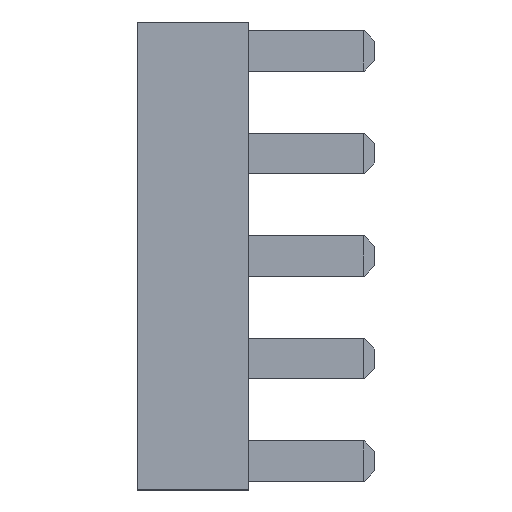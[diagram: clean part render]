
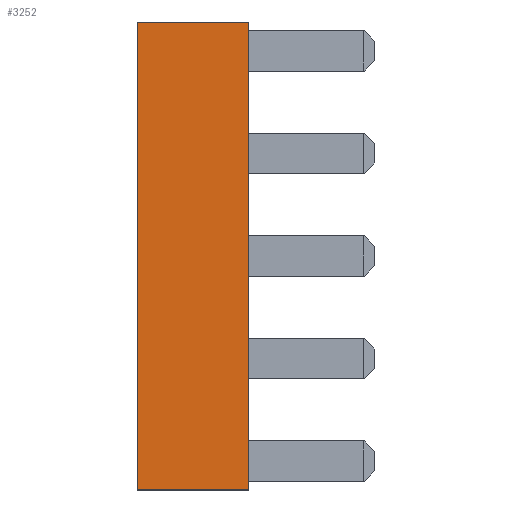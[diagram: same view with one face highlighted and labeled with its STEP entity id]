
A CAD part, left-side view. The second image highlights one B-rep face of the part: STEP entity #3252.
In plain terms, the highlighted planar face has unit normal (-1, 0, 0).
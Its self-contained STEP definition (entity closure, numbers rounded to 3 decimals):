
#98 = FACE_OUTER_BOUND ( 'NONE', #3364, .T. ) ;
#104 = PLANE ( 'NONE',  #4114 ) ;
#105 = CARTESIAN_POINT ( 'NONE',  ( -6.5, 3.1, -6.5 ) ) ;
#106 = DIRECTION ( 'NONE',  ( 1., 0., 0. ) ) ;
#107 = DIRECTION ( 'NONE',  ( 0., 0., -1. ) ) ;
#263 = VERTEX_POINT ( 'NONE', #1953 ) ;
#269 = VERTEX_POINT ( 'NONE', #1959 ) ;
#297 = VERTEX_POINT ( 'NONE', #3677 ) ;
#307 = VERTEX_POINT ( 'NONE', #3687 ) ;
#673 = EDGE_CURVE ( 'NONE', #269, #297, #1545, .T. ) ;
#674 = EDGE_CURVE ( 'NONE', #263, #269, #1548, .T. ) ;
#675 = EDGE_CURVE ( 'NONE', #263, #307, #1551, .T. ) ;
#1002 = LINE ( 'NONE', #1003, #1727 ) ;
#1003 = CARTESIAN_POINT ( 'NONE',  ( -6.5, 0., -6.5 ) ) ;
#1004 = DIRECTION ( 'NONE',  ( 0., 0., 1. ) ) ;
#1545 = LINE ( 'NONE', #1553, #3316 ) ;
#1548 = LINE ( 'NONE', #1556, #3310 ) ;
#1551 = LINE ( 'NONE', #1559, #3313 ) ;
#1553 = CARTESIAN_POINT ( 'NONE',  ( -6.5, 3.1, 6.5 ) ) ;
#1555 = DIRECTION ( 'NONE',  ( 0., -1., 0. ) ) ;
#1556 = CARTESIAN_POINT ( 'NONE',  ( -6.5, 3.1, -6.5 ) ) ;
#1558 = DIRECTION ( 'NONE',  ( 0., 0., 1. ) ) ;
#1559 = CARTESIAN_POINT ( 'NONE',  ( -6.5, 3.1, -6.5 ) ) ;
#1561 = DIRECTION ( 'NONE',  ( 0., -1., 0. ) ) ;
#1727 = VECTOR ( 'NONE', #1004, 1000. ) ;
#1953 = CARTESIAN_POINT ( 'NONE',  ( -6.5, 3.1, -6.5 ) ) ;
#1959 = CARTESIAN_POINT ( 'NONE',  ( -6.5, 3.1, 6.5 ) ) ;
#1986 = EDGE_CURVE ( 'NONE', #307, #297, #1002, .T. ) ;
#2683 = ORIENTED_EDGE ( 'NONE', *, *, #1986, .T. ) ;
#2684 = ORIENTED_EDGE ( 'NONE', *, *, #673, .F. ) ;
#2685 = ORIENTED_EDGE ( 'NONE', *, *, #674, .F. ) ;
#2686 = ORIENTED_EDGE ( 'NONE', *, *, #675, .T. ) ;
#3252 = ADVANCED_FACE ( 'NONE', ( #98 ), #104, .F. ) ;
#3310 = VECTOR ( 'NONE', #1558, 1000. ) ;
#3313 = VECTOR ( 'NONE', #1561, 1000. ) ;
#3316 = VECTOR ( 'NONE', #1555, 1000. ) ;
#3364 = EDGE_LOOP ( 'NONE', ( #2683, #2684, #2685, #2686 ) ) ;
#3677 = CARTESIAN_POINT ( 'NONE',  ( -6.5, 0., 6.5 ) ) ;
#3687 = CARTESIAN_POINT ( 'NONE',  ( -6.5, 0., -6.5 ) ) ;
#4114 = AXIS2_PLACEMENT_3D ( 'NONE', #105, #106, #107 ) ;
